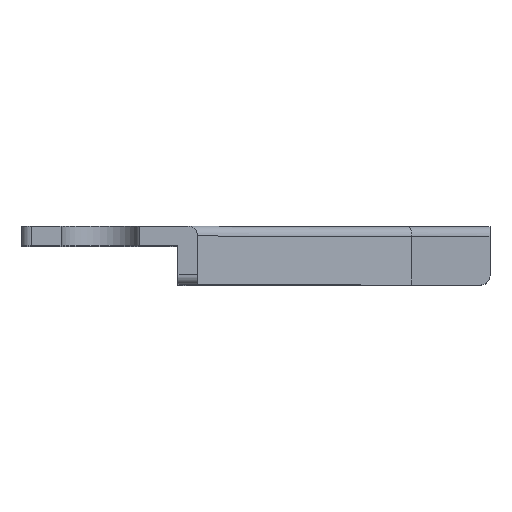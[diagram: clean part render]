
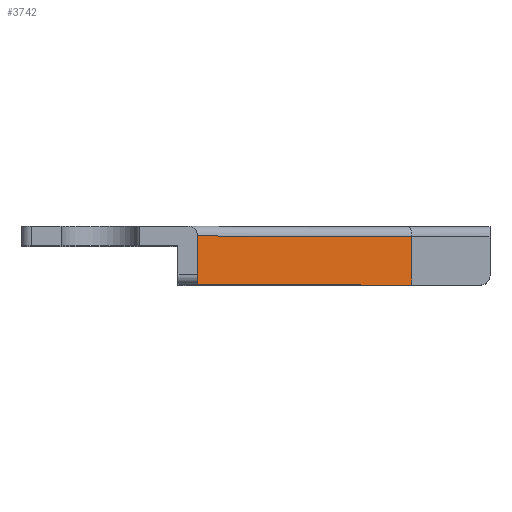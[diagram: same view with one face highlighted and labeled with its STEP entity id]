
A CAD part, top view. The second image highlights one B-rep face of the part: STEP entity #3742.
In plain terms, the highlighted planar face has unit normal (0.707, 0, 0.707).
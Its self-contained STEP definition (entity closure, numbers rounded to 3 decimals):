
#167 = VERTEX_POINT ( 'NONE', #2808 ) ;
#265 = LINE ( 'NONE', #494, #3573 ) ;
#343 = DIRECTION ( 'NONE',  ( 0.707, 0., 0.707 ) ) ;
#344 = CARTESIAN_POINT ( 'NONE',  ( 36.562, 39.176, 89.811 ) ) ;
#419 = CARTESIAN_POINT ( 'NONE',  ( 36.562, 34.176, 89.811 ) ) ;
#465 = DIRECTION ( 'NONE',  ( -0.707, 0., 0.707 ) ) ;
#494 = CARTESIAN_POINT ( 'NONE',  ( 36.562, 39.176, 89.811 ) ) ;
#570 = PLANE ( 'NONE',  #3601 ) ;
#762 = CARTESIAN_POINT ( 'NONE',  ( 36.562, 34.176, 89.811 ) ) ;
#785 = DIRECTION ( 'NONE',  ( 0.707, 0., -0.707 ) ) ;
#812 = DIRECTION ( 'NONE',  ( 0.707, 0., -0.707 ) ) ;
#1222 = VERTEX_POINT ( 'NONE', #3181 ) ;
#1420 = ORIENTED_EDGE ( 'NONE', *, *, #2606, .T. ) ;
#1499 = VERTEX_POINT ( 'NONE', #2222 ) ;
#1626 = ORIENTED_EDGE ( 'NONE', *, *, #2953, .F. ) ;
#1787 = VECTOR ( 'NONE', #812, 1000. ) ;
#1891 = LINE ( 'NONE', #762, #1787 ) ;
#1970 = LINE ( 'NONE', #2075, #3673 ) ;
#2000 = CARTESIAN_POINT ( 'NONE',  ( 58.562, 34.176, 67.811 ) ) ;
#2038 = DIRECTION ( 'NONE',  ( 0., 1., 0. ) ) ;
#2054 = DIRECTION ( 'NONE',  ( 0., 1., 0. ) ) ;
#2075 = CARTESIAN_POINT ( 'NONE',  ( 36.562, 34.176, 89.811 ) ) ;
#2222 = CARTESIAN_POINT ( 'NONE',  ( 58.562, 34.176, 67.811 ) ) ;
#2439 = VERTEX_POINT ( 'NONE', #344 ) ;
#2464 = EDGE_LOOP ( 'NONE', ( #3095, #1420, #1626, #3905 ) ) ;
#2606 = EDGE_CURVE ( 'NONE', #1222, #2439, #265, .T. ) ;
#2808 = CARTESIAN_POINT ( 'NONE',  ( 36.562, 34.176, 89.811 ) ) ;
#2883 = VECTOR ( 'NONE', #2038, 1000. ) ;
#2921 = EDGE_CURVE ( 'NONE', #1499, #1222, #3780, .T. ) ;
#2953 = EDGE_CURVE ( 'NONE', #167, #2439, #1970, .T. ) ;
#3095 = ORIENTED_EDGE ( 'NONE', *, *, #2921, .T. ) ;
#3181 = CARTESIAN_POINT ( 'NONE',  ( 58.562, 39.176, 67.811 ) ) ;
#3573 = VECTOR ( 'NONE', #465, 1000. ) ;
#3601 = AXIS2_PLACEMENT_3D ( 'NONE', #419, #343, #785 ) ;
#3673 = VECTOR ( 'NONE', #2054, 1000. ) ;
#3742 = ADVANCED_FACE ( 'NONE', ( #3903 ), #570, .T. ) ;
#3780 = LINE ( 'NONE', #2000, #2883 ) ;
#3903 = FACE_OUTER_BOUND ( 'NONE', #2464, .T. ) ;
#3905 = ORIENTED_EDGE ( 'NONE', *, *, #4065, .T. ) ;
#4065 = EDGE_CURVE ( 'NONE', #167, #1499, #1891, .T. ) ;
